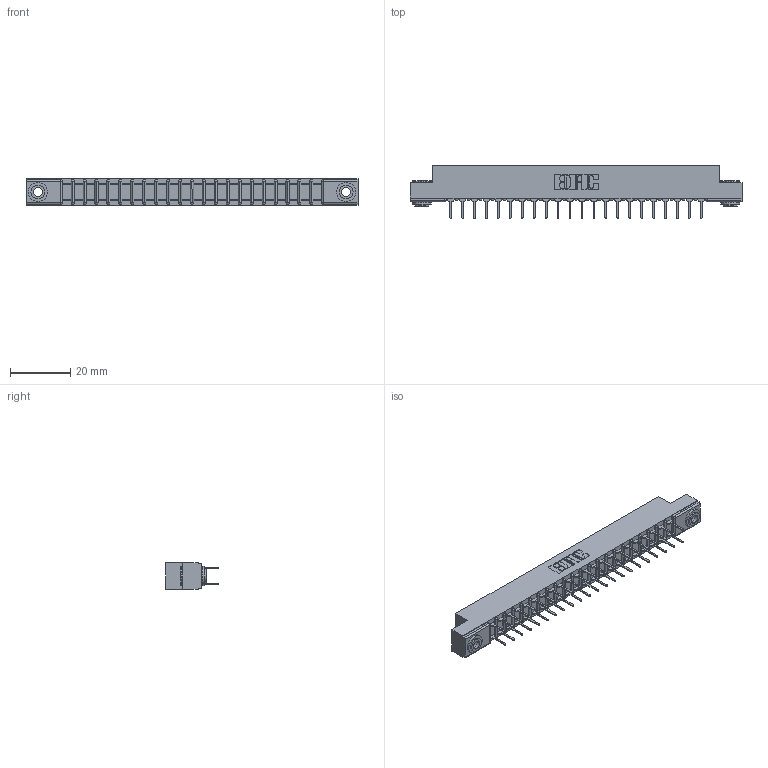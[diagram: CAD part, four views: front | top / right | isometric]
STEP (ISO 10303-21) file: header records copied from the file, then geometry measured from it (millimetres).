
FILE_DESCRIPTION (( 'STEP AP203' ), '1' );
FILE_NAME ('307-044-524-203.STEP', '2019-09-06T07:31:55', ( '' ), ( '' ), 'SwSTEP 2.0', 'SolidWorks 2016', '' );
FILE_SCHEMA (( 'CONFIG_CONTROL_DESIGN' ));
Length unit declared in the file: inch
Products named in the file (4): 307-044-524-203; 307 Part_.156 Dia Mounting Holes; 307-290-001_524; 345-250-002_345-250-002-102
Assembly tree (47 placements, depth 2):
  307-044-524-203
    307 Part_.156 Dia Mounting Holes
    307-290-001_524  x44
    345-250-002_345-250-002-102  x2
Bounding box: 110.19 x 17.42 x 8.71 mm (x, y, z)
Volume: 7194.4 mm3; surface area: 12879.3 mm2
Topology: 47 solids, 47 shells, 2217 faces, 6155 edges, 3978 vertices
Faces by surface type: plane 1458, cylinder 705, sphere 46, cone 8
Entity records: 23063 total; most frequent: CARTESIAN_POINT 3759, ORIENTED_EDGE 3714, DIRECTION 3705, EDGE_CURVE 1857, VECTOR 1409, LINE 1409, VERTEX_POINT 1202, AXIS2_PLACEMENT_3D 1148
